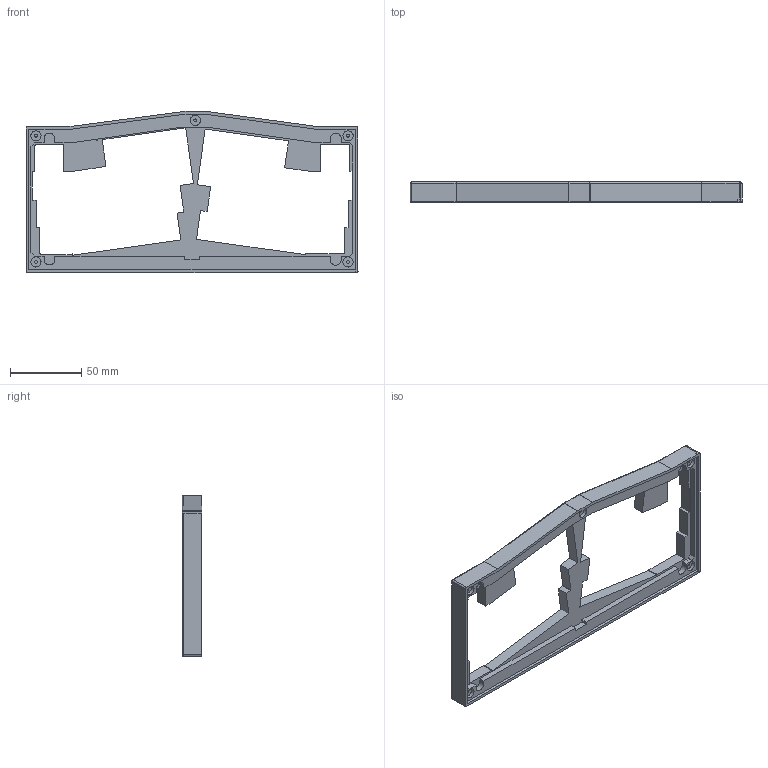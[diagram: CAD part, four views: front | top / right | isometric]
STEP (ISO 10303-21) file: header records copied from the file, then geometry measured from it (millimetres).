
FILE_DESCRIPTION(/* description */ (''),/* implementation_level */ '2;1');
FILE_NAME(/* name */ 'cool836qal_casedesign_top v11.step',/* time_stamp */ '2023-06-27T19:44:52+09:00',/* author */ (''),/* organization */ (''),/* preprocessor_version */ 'ST-DEVELOPER v19.2',/* originating_system */ 'Autodesk Translation Framework v12.6.0.85',/* authorisation */ '');
FILE_SCHEMA (('AUTOMOTIVE_DESIGN { 1 0 10303 214 3 1 1 }'));
Length unit declared in the file: millimetre
Products named in the file (1): cool836qal_casedesign_top
Bounding box: 233.04 x 14 x 113.19 mm (x, y, z)
Volume: 102355.8 mm3; surface area: 39666 mm2
Topology: 1 solids, 1 shells, 185 faces, 503 edges, 326 vertices
Faces by surface type: plane 151, cylinder 30, sphere 4
Full cylindrical faces by diameter (mm): 2 x5, 7.116 x1, 7.123 x1, 7.133 x1, 7.136 x1, 7.175 x1
Entity records: 5798 total; most frequent: CARTESIAN_POINT 1048, ORIENTED_EDGE 1000, DIRECTION 928, EDGE_CURVE 500, LINE 442, VECTOR 442, VERTEX_POINT 326, AXIS2_PLACEMENT_3D 243
